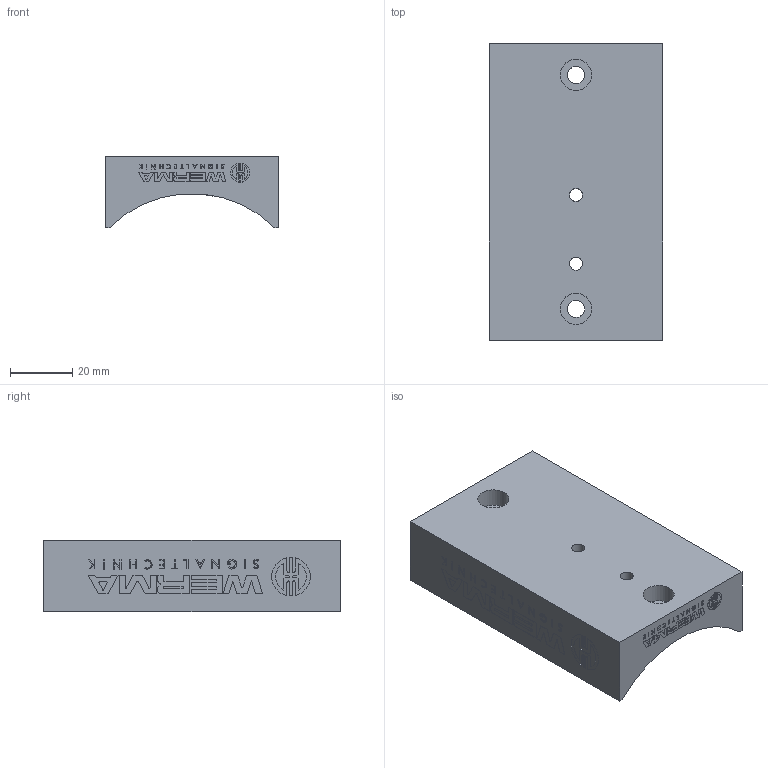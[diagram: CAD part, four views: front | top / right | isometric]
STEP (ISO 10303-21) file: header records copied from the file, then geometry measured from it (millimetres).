
FILE_DESCRIPTION(/* description */ ('Customer part'),/* implementation_level */ '2;1');
FILE_NAME(/* name */ '800000010427_PRT_000.step',/* time_stamp */ '2018-07-16T18:28:42+02:00',/* author */ ('IMPORT'),/* organization */ ('WERMA Signaltechnik GmbH+Co.KG'),/* preprocessor_version */ 'ST-DEVELOPER v17',/* originating_system */ 'Autodesk Inventor 2018',/* authorisation */ 'public');
FILE_SCHEMA (('AUTOMOTIVE_DESIGN { 1 0 10303 214 3 1 1 }'));
Length unit declared in the file: millimetre
Products named in the file (1): 800000010427
Bounding box: 55.5 x 95 x 23 mm (x, y, z)
Volume: 81428.7 mm3; surface area: 18134.9 mm2
Topology: 1 solids, 1 shells, 968 faces, 2614 edges, 1746 vertices
Faces by surface type: plane 801, cylinder 167
Full cylindrical faces by diameter (mm): 4.134 x2, 5.5 x2, 10 x2
Entity records: 31224 total; most frequent: CARTESIAN_POINT 5465, ORIENTED_EDGE 5228, DIRECTION 4880, EDGE_CURVE 2614, LINE 2270, VECTOR 2270, VERTEX_POINT 1746, AXIS2_PLACEMENT_3D 1305
